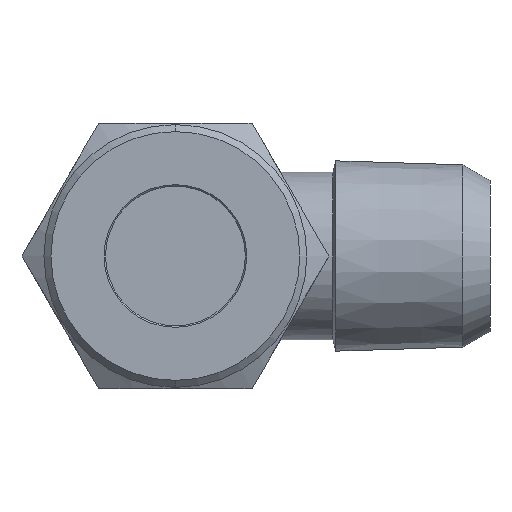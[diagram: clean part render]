
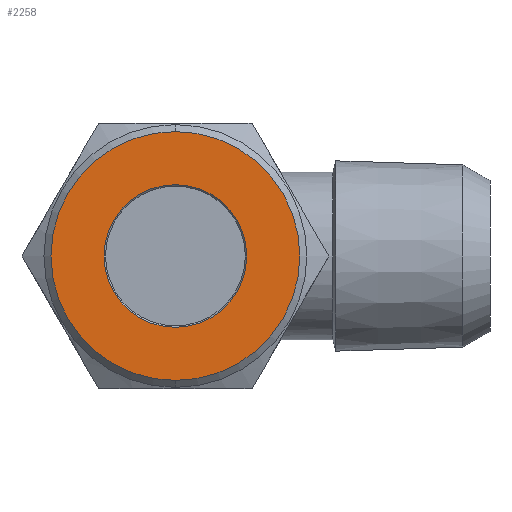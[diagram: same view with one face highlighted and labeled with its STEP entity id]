
A CAD part, left-side view. The second image highlights one B-rep face of the part: STEP entity #2258.
In plain terms, the highlighted planar face has unit normal (-1, 0, 0).
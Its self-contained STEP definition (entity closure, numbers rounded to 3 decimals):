
#73 = VERTEX_POINT ( 'NONE', #2791 ) ;
#74 = VERTEX_POINT ( 'NONE', #2794 ) ;
#109 = VERTEX_POINT ( 'NONE', #2825 ) ;
#112 = VERTEX_POINT ( 'NONE', #2828 ) ;
#678 = EDGE_CURVE ( 'NONE', #112, #109, #866, .T. ) ;
#779 = ORIENTED_EDGE ( 'NONE', *, *, #2626, .T. ) ;
#780 = ORIENTED_EDGE ( 'NONE', *, *, #2693, .T. ) ;
#781 = ORIENTED_EDGE ( 'NONE', *, *, #678, .T. ) ;
#782 = ORIENTED_EDGE ( 'NONE', *, *, #2627, .T. ) ;
#866 = CIRCLE ( 'NONE', #2726, 5.1 ) ;
#1037 = FACE_OUTER_BOUND ( 'NONE', #2993, .T. ) ;
#1039 = FACE_BOUND ( 'NONE', #2991, .T. ) ;
#1154 = CARTESIAN_POINT ( 'NONE',  ( -31., 25.5, 0. ) ) ;
#1155 = DIRECTION ( 'NONE',  ( -1., 0., 0. ) ) ;
#1156 = DIRECTION ( 'NONE',  ( 0., 0., 1. ) ) ;
#1159 = CARTESIAN_POINT ( 'NONE',  ( -31., 25.5, 0. ) ) ;
#1160 = DIRECTION ( 'NONE',  ( 1., 0., 0. ) ) ;
#1161 = DIRECTION ( 'NONE',  ( 0., 0., -1. ) ) ;
#1301 = DIRECTION ( 'NONE',  ( -1., 0., 0. ) ) ;
#1303 = CARTESIAN_POINT ( 'NONE',  ( -31., 34.9, 0. ) ) ;
#1305 = PLANE ( 'NONE',  #1689 ) ;
#1307 = DIRECTION ( 'NONE',  ( 0., 0., 1. ) ) ;
#1689 = AXIS2_PLACEMENT_3D ( 'NONE', #1303, #1301, #1307 ) ;
#1747 = AXIS2_PLACEMENT_3D ( 'NONE', #1154, #1155, #1156 ) ;
#1748 = AXIS2_PLACEMENT_3D ( 'NONE', #1159, #1160, #1161 ) ;
#1772 = AXIS2_PLACEMENT_3D ( 'NONE', #2066, #2067, #2068 ) ;
#1825 = CARTESIAN_POINT ( 'NONE',  ( -31., 25.5, 0. ) ) ;
#1826 = DIRECTION ( 'NONE',  ( 1., 0., 0. ) ) ;
#1827 = DIRECTION ( 'NONE',  ( 0., 0., -1. ) ) ;
#2066 = CARTESIAN_POINT ( 'NONE',  ( -31., 25.5, 0. ) ) ;
#2067 = DIRECTION ( 'NONE',  ( -1., 0., 0. ) ) ;
#2068 = DIRECTION ( 'NONE',  ( 0., 0., 1. ) ) ;
#2258 = ADVANCED_FACE ( 'NONE', ( #1037, #1039 ), #1305, .T. ) ;
#2412 = CIRCLE ( 'NONE', #1748, 5.1 ) ;
#2420 = CIRCLE ( 'NONE', #1747, 8.9 ) ;
#2469 = CIRCLE ( 'NONE', #1772, 8.9 ) ;
#2626 = EDGE_CURVE ( 'NONE', #74, #73, #2420, .T. ) ;
#2627 = EDGE_CURVE ( 'NONE', #109, #112, #2412, .T. ) ;
#2693 = EDGE_CURVE ( 'NONE', #73, #74, #2469, .T. ) ;
#2726 = AXIS2_PLACEMENT_3D ( 'NONE', #1825, #1826, #1827 ) ;
#2791 = CARTESIAN_POINT ( 'NONE',  ( -31., 25.5, 8.9 ) ) ;
#2794 = CARTESIAN_POINT ( 'NONE',  ( -31., 25.5, -8.9 ) ) ;
#2825 = CARTESIAN_POINT ( 'NONE',  ( -31., 25.5, -5.1 ) ) ;
#2828 = CARTESIAN_POINT ( 'NONE',  ( -31., 25.5, 5.1 ) ) ;
#2991 = EDGE_LOOP ( 'NONE', ( #781, #782 ) ) ;
#2993 = EDGE_LOOP ( 'NONE', ( #779, #780 ) ) ;
